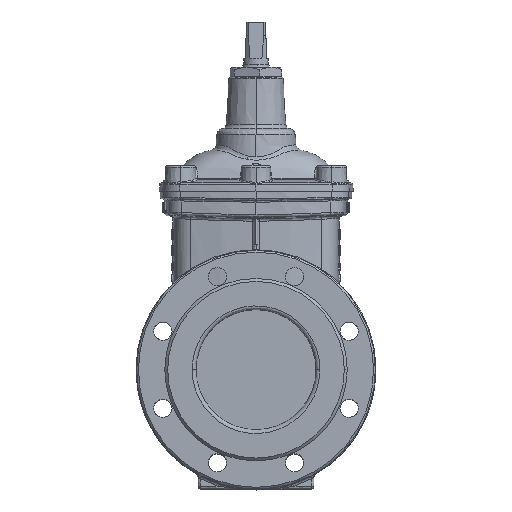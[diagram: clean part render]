
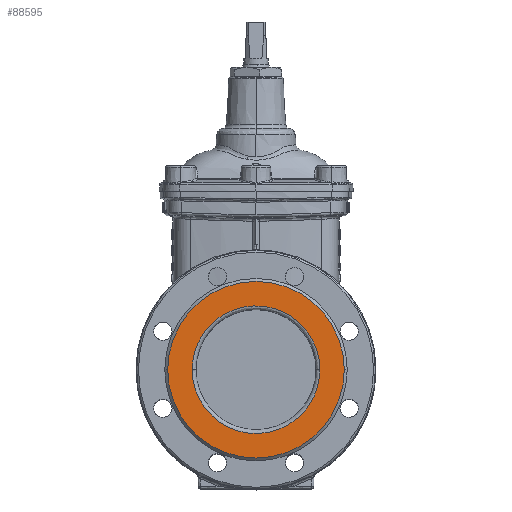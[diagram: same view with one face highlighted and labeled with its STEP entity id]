
A CAD part, top view. The second image highlights one B-rep face of the part: STEP entity #88595.
In plain terms, the highlighted planar face has unit normal (0, 0, 1).
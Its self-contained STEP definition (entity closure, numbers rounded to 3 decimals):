
#7541 =( BOUNDED_CURVE ( )  B_SPLINE_CURVE ( 3, ( #127458, #139600, #64616, #102623 ),
 .UNSPECIFIED., .F., .T. ) 
 B_SPLINE_CURVE_WITH_KNOTS ( ( 4, 4 ),
 ( 0., 1. ),
 .UNSPECIFIED. ) 
 CURVE ( )  GEOMETRIC_REPRESENTATION_ITEM ( )  RATIONAL_B_SPLINE_CURVE ( ( 0.957, 0.319, 0.319, 0.957 ) ) 
 REPRESENTATION_ITEM ( '' )  );
#8613 = CIRCLE ( 'NONE', #78210, 92. ) ;
#14773 = DIRECTION ( 'NONE',  ( -1., 0., 0. ) ) ;
#18259 = ORIENTED_EDGE ( 'NONE', *, *, #111231, .F. ) ;
#21855 = CIRCLE ( 'NONE', #59599, 92. ) ;
#22499 = CARTESIAN_POINT ( 'NONE',  ( -66.5, -186., 100. ) ) ;
#23054 = VERTEX_POINT ( 'NONE', #38765 ) ;
#35149 = ORIENTED_EDGE ( 'NONE', *, *, #48681, .F. ) ;
#38093 = DIRECTION ( 'NONE',  ( -1., 0., 0. ) ) ;
#38765 = CARTESIAN_POINT ( 'NONE',  ( 92., -186., 100. ) ) ;
#48681 = EDGE_CURVE ( 'NONE', #155932, #78983, #133495, .T. ) ;
#51206 = DIRECTION ( 'NONE',  ( 0., 0., -1. ) ) ;
#59407 = CARTESIAN_POINT ( 'NONE',  ( 66.5, -186., 100. ) ) ;
#59599 = AXIS2_PLACEMENT_3D ( 'NONE', #127381, #88241, #38093 ) ;
#60587 = CARTESIAN_POINT ( 'NONE',  ( -92., -186., 100. ) ) ;
#64616 = CARTESIAN_POINT ( 'NONE',  ( 66.5, -319., 100. ) ) ;
#70677 = EDGE_CURVE ( 'NONE', #23054, #100508, #8613, .T. ) ;
#73682 = AXIS2_PLACEMENT_3D ( 'NONE', #127812, #51206, #14773 ) ;
#78210 = AXIS2_PLACEMENT_3D ( 'NONE', #119402, #132087, #119946 ) ;
#78983 = VERTEX_POINT ( 'NONE', #22499 ) ;
#84774 = CARTESIAN_POINT ( 'NONE',  ( -66.5, -186., 100. ) ) ;
#85323 = EDGE_CURVE ( 'NONE', #78983, #155932, #7541, .T. ) ;
#88241 = DIRECTION ( 'NONE',  ( 0., 0., -1. ) ) ;
#88595 = ADVANCED_FACE ( 'NONE', ( #92564, #120100 ), #126729, .F. ) ;
#92564 = FACE_BOUND ( 'NONE', #111613, .T. ) ;
#100508 = VERTEX_POINT ( 'NONE', #60587 ) ;
#101815 = EDGE_LOOP ( 'NONE', ( #18259, #146876 ) ) ;
#102623 = CARTESIAN_POINT ( 'NONE',  ( 66.5, -186., 100. ) ) ;
#111231 = EDGE_CURVE ( 'NONE', #100508, #23054, #21855, .T. ) ;
#111613 = EDGE_LOOP ( 'NONE', ( #153753, #35149 ) ) ;
#119402 = CARTESIAN_POINT ( 'NONE',  ( 0., -186., 100. ) ) ;
#119946 = DIRECTION ( 'NONE',  ( -1., 0., 0. ) ) ;
#120100 = FACE_OUTER_BOUND ( 'NONE', #101815, .T. ) ;
#126729 = PLANE ( 'NONE',  #73682 ) ;
#127381 = CARTESIAN_POINT ( 'NONE',  ( 0., -186., 100. ) ) ;
#127458 = CARTESIAN_POINT ( 'NONE',  ( -66.5, -186., 100. ) ) ;
#127812 = CARTESIAN_POINT ( 'NONE',  ( 93.104, -279.104, 100. ) ) ;
#132087 = DIRECTION ( 'NONE',  ( 0., 0., -1. ) ) ;
#133495 =( BOUNDED_CURVE ( )  B_SPLINE_CURVE ( 3, ( #59407, #135506, #147666, #84774 ),
 .UNSPECIFIED., .F., .T. ) 
 B_SPLINE_CURVE_WITH_KNOTS ( ( 4, 4 ),
 ( 0., 1. ),
 .UNSPECIFIED. ) 
 CURVE ( )  GEOMETRIC_REPRESENTATION_ITEM ( )  RATIONAL_B_SPLINE_CURVE ( ( 0.957, 0.319, 0.319, 0.957 ) ) 
 REPRESENTATION_ITEM ( '' )  );
#135506 = CARTESIAN_POINT ( 'NONE',  ( 66.5, -53., 100. ) ) ;
#139600 = CARTESIAN_POINT ( 'NONE',  ( -66.5, -319., 100. ) ) ;
#140710 = CARTESIAN_POINT ( 'NONE',  ( 66.5, -186., 100. ) ) ;
#146876 = ORIENTED_EDGE ( 'NONE', *, *, #70677, .F. ) ;
#147666 = CARTESIAN_POINT ( 'NONE',  ( -66.5, -53., 100. ) ) ;
#153753 = ORIENTED_EDGE ( 'NONE', *, *, #85323, .F. ) ;
#155932 = VERTEX_POINT ( 'NONE', #140710 ) ;
